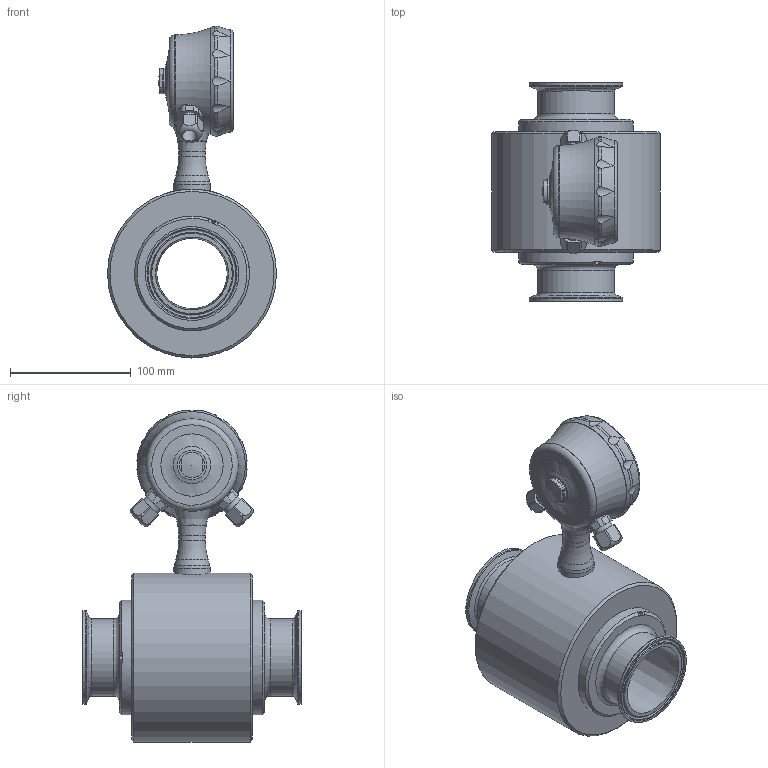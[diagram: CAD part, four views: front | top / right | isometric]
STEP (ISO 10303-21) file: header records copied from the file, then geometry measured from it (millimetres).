
FILE_DESCRIPTION( ( 'Unknown' ), '1' );
FILE_NAME( 'PF75H5xxxxxxx03x1J52xx2xxx0x0.stp', 'Unknown', ( 'Unknown' ), ( 'Unknown' ), 'PSStep 19.0.9', 'Unknown', ' ' );
FILE_SCHEMA( ( 'AUTOMOTIVE_DESIGN { 1 0 10303 214 1 1 1 1 }' ) );
Length unit declared in the file: millimetre
Products named in the file (1): Unterteil_PF75H_Clamp_BS_4528_DN65
Bounding box: 139.7 x 180.4 x 274.47 mm (x, y, z)
Volume: 1703981.8 mm3; surface area: 165594.5 mm2
Topology: 1 solids, 16 shells, 531 faces, 1382 edges, 905 vertices
Faces by surface type: plane 260, cylinder 150, torus 51, cone 41, bspline 21, sphere 4, revolution 4
Full cylindrical faces by diameter (mm): 3 x1, 3.3 x2, 3.459 x2, 12 x2, 16 x4, 16.691 x2, 20.8 x1, 21 x1, 22 x1, 23.5 x1, 30 x1, 58.3 x1, 63.75 x2, 77.5 x2, 81.2 x1, 83.7 x1, 88 x1, 95 x2, 139.7 x1
Entity records: 23556 total; most frequent: CARTESIAN_POINT 7095, ORIENTED_EDGE 2522, DIRECTION 2406, EDGE_CURVE 1261, AXIS2_PLACEMENT_3D 910, VERTEX_POINT 869, EDGE_LOOP 651, FACE_OUTER_BOUND 586
